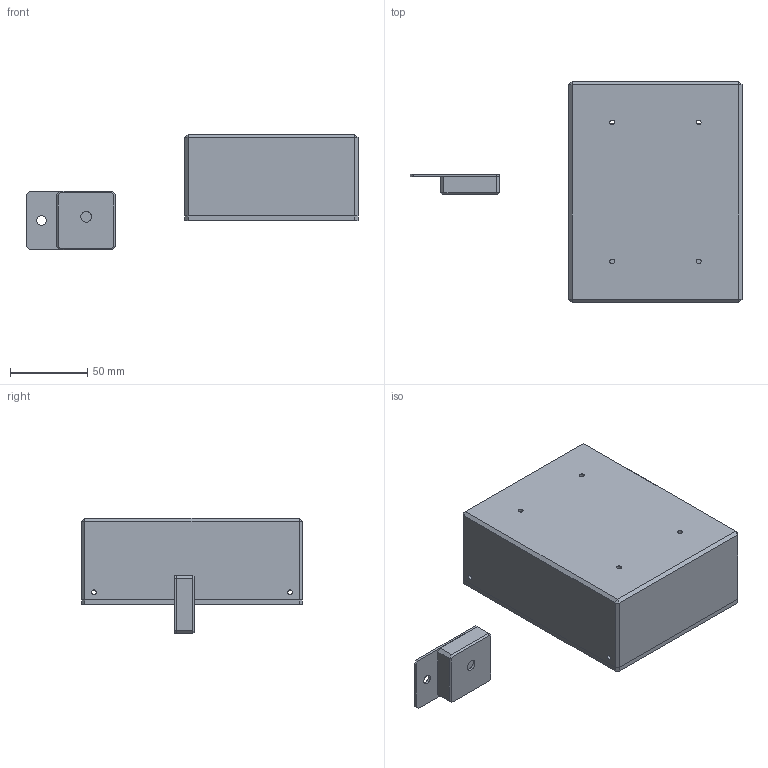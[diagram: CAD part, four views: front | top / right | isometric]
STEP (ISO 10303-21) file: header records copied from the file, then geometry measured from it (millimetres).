
FILE_DESCRIPTION(('FreeCAD Model'),'2;1');
FILE_NAME('Open CASCADE Shape Model','2025-05-11T01:41:33',('Author'),( ''),'Open CASCADE STEP processor 7.6','FreeCAD','Unknown');
FILE_SCHEMA(('AUTOMOTIVE_DESIGN { 1 0 10303 214 1 1 1 1 }'));
Length unit declared in the file: millimetre
Products named in the file (6): stereo_m3_cam_housing_rpi5; Chamfer008; rivet_m2.6; rpi_housing_base; cam_m3_housing_base; cam_m3_housing_lid
Assembly tree (5 placements, depth 2):
  stereo_m3_cam_housing_rpi5
    Chamfer008
    rivet_m2.6
    rpi_housing_base
    cam_m3_housing_base
    cam_m3_housing_lid
Bounding box: 215.05 x 143.1 x 75 mm (x, y, z)
Volume: 188487 mm3; surface area: 138313.1 mm2
Topology: 5 solids, 5 shells, 314 faces, 741 edges, 451 vertices
Faces by surface type: plane 243, cylinder 51, cone 18, torus 2
Full cylindrical faces by diameter (mm): 2.1 x4, 2.6 x1, 2.65 x4, 3 x8, 3.1 x4, 5 x5, 6.1 x1, 7 x1
Entity records: 18648 total; most frequent: CARTESIAN_POINT 3164, DIRECTION 2911, LINE 1937, VECTOR 1937, ORIENTED_EDGE 1482, PCURVE 1482, DEFINITIONAL_REPRESENTATION 1482, EDGE_CURVE 741
